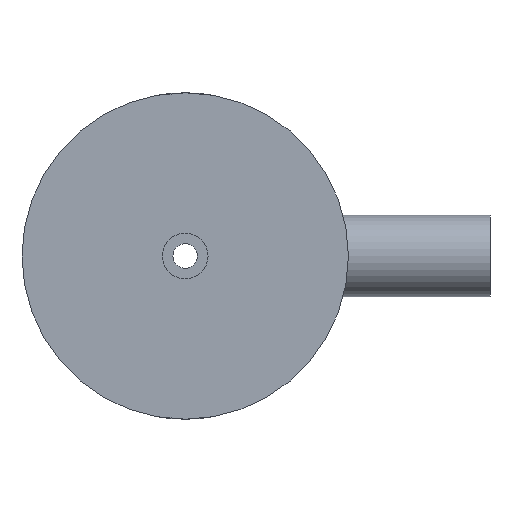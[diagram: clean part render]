
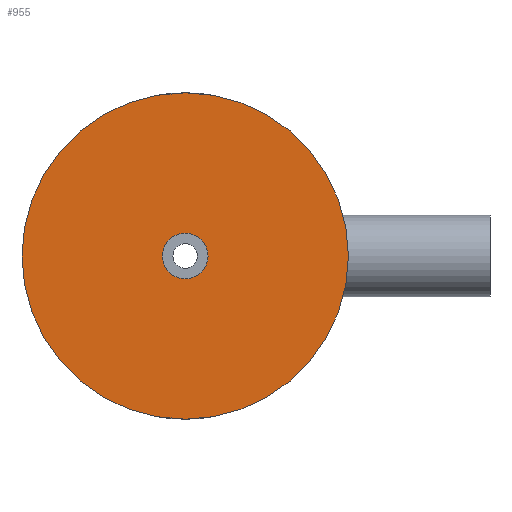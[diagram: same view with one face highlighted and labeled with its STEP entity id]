
A CAD part, front view. The second image highlights one B-rep face of the part: STEP entity #955.
In plain terms, the highlighted planar face has unit normal (0, -1, 0).
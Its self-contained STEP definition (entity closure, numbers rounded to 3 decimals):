
#46 = AXIS2_PLACEMENT_3D ( 'NONE', #1353, #1625, #1232 ) ;
#113 = EDGE_LOOP ( 'NONE', ( #1087, #219 ) ) ;
#116 = EDGE_LOOP ( 'NONE', ( #1591, #1683 ) ) ;
#219 = ORIENTED_EDGE ( 'NONE', *, *, #1172, .T. ) ;
#303 = CARTESIAN_POINT ( 'NONE',  ( 0., -5., 20. ) ) ;
#454 = EDGE_CURVE ( 'NONE', #663, #1536, #747, .T. ) ;
#478 = CARTESIAN_POINT ( 'NONE',  ( 0., -5., 2.8 ) ) ;
#499 = AXIS2_PLACEMENT_3D ( 'NONE', #960, #949, #1516 ) ;
#524 = DIRECTION ( 'NONE',  ( 0., 0., -1. ) ) ;
#535 = DIRECTION ( 'NONE',  ( 0., -1., 0. ) ) ;
#548 = PLANE ( 'NONE',  #46 ) ;
#663 = VERTEX_POINT ( 'NONE', #1307 ) ;
#747 = CIRCLE ( 'NONE', #1661, 2.8 ) ;
#752 = VERTEX_POINT ( 'NONE', #1412 ) ;
#932 = FACE_OUTER_BOUND ( 'NONE', #113, .T. ) ;
#949 = DIRECTION ( 'NONE',  ( 0., -1., 0. ) ) ;
#955 = ADVANCED_FACE ( 'NONE', ( #1501, #932 ), #548, .T. ) ;
#960 = CARTESIAN_POINT ( 'NONE',  ( 0., -5., 0. ) ) ;
#976 = DIRECTION ( 'NONE',  ( 0., 0., -1. ) ) ;
#1068 = CARTESIAN_POINT ( 'NONE',  ( 0., -5., 0. ) ) ;
#1078 = DIRECTION ( 'NONE',  ( 0., 0., -1. ) ) ;
#1087 = ORIENTED_EDGE ( 'NONE', *, *, #1233, .T. ) ;
#1111 = CARTESIAN_POINT ( 'NONE',  ( 0., -5., 0. ) ) ;
#1172 = EDGE_CURVE ( 'NONE', #752, #1347, #1363, .T. ) ;
#1195 = CIRCLE ( 'NONE', #1585, 2.8 ) ;
#1211 = DIRECTION ( 'NONE',  ( 0., -1., 0. ) ) ;
#1232 = DIRECTION ( 'NONE',  ( 0., 0., -1. ) ) ;
#1233 = EDGE_CURVE ( 'NONE', #1347, #752, #1580, .T. ) ;
#1307 = CARTESIAN_POINT ( 'NONE',  ( 0., -5., -2.8 ) ) ;
#1332 = CARTESIAN_POINT ( 'NONE',  ( 0., -5., 0. ) ) ;
#1347 = VERTEX_POINT ( 'NONE', #303 ) ;
#1353 = CARTESIAN_POINT ( 'NONE',  ( 0., -5., 0. ) ) ;
#1363 = CIRCLE ( 'NONE', #1555, 20. ) ;
#1412 = CARTESIAN_POINT ( 'NONE',  ( 0., -5., -20. ) ) ;
#1501 = FACE_BOUND ( 'NONE', #116, .T. ) ;
#1516 = DIRECTION ( 'NONE',  ( 0., 0., -1. ) ) ;
#1536 = VERTEX_POINT ( 'NONE', #478 ) ;
#1555 = AXIS2_PLACEMENT_3D ( 'NONE', #1111, #1646, #976 ) ;
#1580 = CIRCLE ( 'NONE', #499, 20. ) ;
#1585 = AXIS2_PLACEMENT_3D ( 'NONE', #1068, #1211, #1078 ) ;
#1591 = ORIENTED_EDGE ( 'NONE', *, *, #454, .F. ) ;
#1625 = DIRECTION ( 'NONE',  ( 0., -1., 0. ) ) ;
#1635 = EDGE_CURVE ( 'NONE', #1536, #663, #1195, .T. ) ;
#1646 = DIRECTION ( 'NONE',  ( 0., -1., 0. ) ) ;
#1661 = AXIS2_PLACEMENT_3D ( 'NONE', #1332, #535, #524 ) ;
#1683 = ORIENTED_EDGE ( 'NONE', *, *, #1635, .F. ) ;
